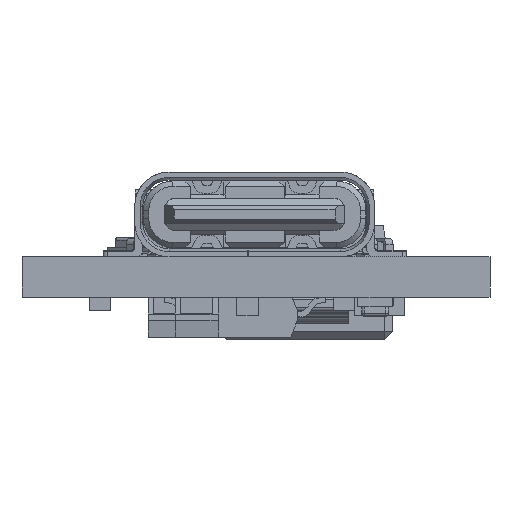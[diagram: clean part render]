
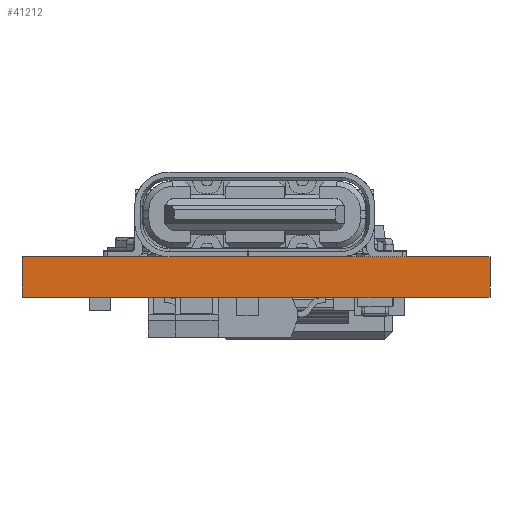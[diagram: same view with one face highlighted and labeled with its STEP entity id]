
A CAD part, front view. The second image highlights one B-rep face of the part: STEP entity #41212.
In plain terms, the highlighted face is planar.
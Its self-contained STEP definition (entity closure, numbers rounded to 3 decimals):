
#3851=FACE_OUTER_BOUND('',#6224,.T.);
#6224=EDGE_LOOP('',(#34652,#34653,#34654,#34655));
#10042=LINE('',#69471,#14368);
#10182=LINE('',#70155,#14508);
#10184=LINE('',#70158,#14510);
#10185=LINE('',#70172,#14511);
#14368=VECTOR('',#52451,10.);
#14508=VECTOR('',#53261,10.);
#14510=VECTOR('',#53265,10.);
#14511=VECTOR('',#53280,10.);
#18623=VERTEX_POINT('',#69468);
#18624=VERTEX_POINT('',#69470);
#18830=VERTEX_POINT('',#70148);
#18833=VERTEX_POINT('',#70153);
#23877=EDGE_CURVE('',#18623,#18624,#10042,.F.);
#24189=EDGE_CURVE('',#18830,#18833,#10182,.T.);
#24191=EDGE_CURVE('',#18624,#18833,#10184,.F.);
#24198=EDGE_CURVE('',#18623,#18830,#10185,.F.);
#34652=ORIENTED_EDGE('',*,*,#24191,.F.);
#34653=ORIENTED_EDGE('',*,*,#23877,.F.);
#34654=ORIENTED_EDGE('',*,*,#24198,.T.);
#34655=ORIENTED_EDGE('',*,*,#24189,.T.);
#38108=PLANE('',#44396);
#41212=ADVANCED_FACE('',(#3851),#38108,.T.);
#44396=AXIS2_PLACEMENT_3D('',#70283,#53422,#53423);
#52451=DIRECTION('',(0.,0.,-1.));
#53261=DIRECTION('',(0.,0.,1.));
#53265=DIRECTION('',(0.,1.,0.));
#53280=DIRECTION('',(0.,1.,0.));
#53422=DIRECTION('center_axis',(-1.,0.,0.));
#53423=DIRECTION('ref_axis',(0.,-1.,0.));
#69468=CARTESIAN_POINT('',(-0.2,17.645,0.));
#69470=CARTESIAN_POINT('',(-0.2,17.645,1.5));
#69471=CARTESIAN_POINT('',(-0.2,17.645,0.));
#70148=CARTESIAN_POINT('',(-0.2,0.205,0.));
#70153=CARTESIAN_POINT('',(-0.2,0.205,1.5));
#70155=CARTESIAN_POINT('',(-0.2,0.205,0.));
#70158=CARTESIAN_POINT('',(-0.2,13.388,1.5));
#70172=CARTESIAN_POINT('',(-0.2,13.388,0.));
#70283=CARTESIAN_POINT('Origin',(-0.2,17.85,0.));
